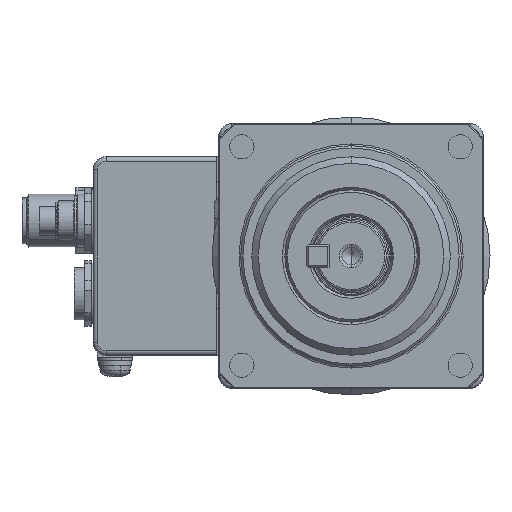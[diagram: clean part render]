
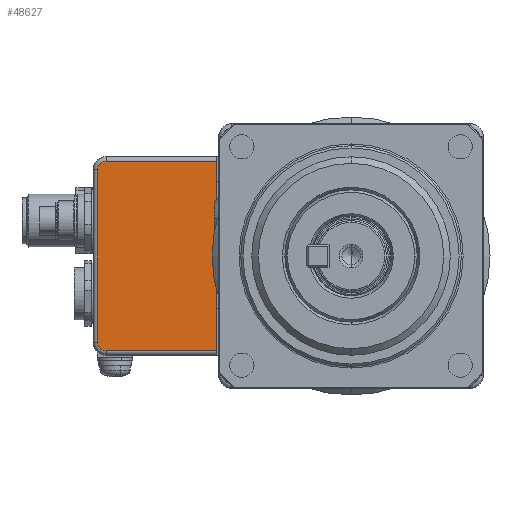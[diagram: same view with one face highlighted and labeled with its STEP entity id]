
A CAD part, left-side view. The second image highlights one B-rep face of the part: STEP entity #48627.
In plain terms, the highlighted planar face has unit normal (-1, 0, 0).
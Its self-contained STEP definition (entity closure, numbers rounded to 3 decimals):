
#299 = FACE_OUTER_BOUND ( 'NONE', #62457, .T. ) ;
#656 = CARTESIAN_POINT ( 'NONE',  ( -47., 85.5, -51.5 ) ) ;
#1465 = ORIENTED_EDGE ( 'NONE', *, *, #63973, .T. ) ;
#1538 = DIRECTION ( 'NONE',  ( 0., 0., -1. ) ) ;
#2133 = VERTEX_POINT ( 'NONE', #656 ) ;
#3111 = ORIENTED_EDGE ( 'NONE', *, *, #45480, .T. ) ;
#6363 = AXIS2_PLACEMENT_3D ( 'NONE', #122893, #123783, #8552 ) ;
#8552 = DIRECTION ( 'NONE',  ( 0., 0., -1. ) ) ;
#14061 = DIRECTION ( 'NONE',  ( 0., -1., 0. ) ) ;
#15382 = CARTESIAN_POINT ( 'NONE',  ( -47., 0., -51.5 ) ) ;
#19530 = VECTOR ( 'NONE', #117786, 1000. ) ;
#21126 = LINE ( 'NONE', #96854, #19530 ) ;
#21680 = VERTEX_POINT ( 'NONE', #131705 ) ;
#30047 = VECTOR ( 'NONE', #108304, 1000. ) ;
#31677 = ORIENTED_EDGE ( 'NONE', *, *, #130007, .F. ) ;
#33961 = CIRCLE ( 'NONE', #37225, 2. ) ;
#36203 = CARTESIAN_POINT ( 'NONE',  ( -47., 60.5, 0. ) ) ;
#36318 = CARTESIAN_POINT ( 'NONE',  ( -47., 60.5, -8.5 ) ) ;
#37184 = DIRECTION ( 'NONE',  ( -1., 0., 0. ) ) ;
#37225 = AXIS2_PLACEMENT_3D ( 'NONE', #126835, #65287, #1538 ) ;
#39526 = EDGE_CURVE ( 'NONE', #134743, #2133, #129393, .T. ) ;
#45480 = EDGE_CURVE ( 'NONE', #2133, #21680, #62702, .T. ) ;
#48627 = ADVANCED_FACE ( 'NONE', ( #299 ), #92398, .F. ) ;
#51729 = ORIENTED_EDGE ( 'NONE', *, *, #109615, .T. ) ;
#62457 = EDGE_LOOP ( 'NONE', ( #31677, #1465, #121797, #51729, #114392, #3111 ) ) ;
#62702 = LINE ( 'NONE', #15382, #101755 ) ;
#63973 = EDGE_CURVE ( 'NONE', #88767, #67143, #116492, .T. ) ;
#65287 = DIRECTION ( 'NONE',  ( -1., 0., 0. ) ) ;
#67143 = VERTEX_POINT ( 'NONE', #91588 ) ;
#73825 = CARTESIAN_POINT ( 'NONE',  ( -47., 87.5, -10.5 ) ) ;
#76437 = CARTESIAN_POINT ( 'NONE',  ( -47., 85.5, -8.5 ) ) ;
#79573 = AXIS2_PLACEMENT_3D ( 'NONE', #120092, #37184, #120973 ) ;
#80934 = EDGE_CURVE ( 'NONE', #67143, #120481, #33961, .T. ) ;
#88767 = VERTEX_POINT ( 'NONE', #36318 ) ;
#91588 = CARTESIAN_POINT ( 'NONE',  ( -47., 85.5, -8.5 ) ) ;
#92398 = PLANE ( 'NONE',  #6363 ) ;
#96426 = LINE ( 'NONE', #36203, #102719 ) ;
#96854 = CARTESIAN_POINT ( 'NONE',  ( -47., 87.5, 0. ) ) ;
#101755 = VECTOR ( 'NONE', #14061, 1000. ) ;
#102719 = VECTOR ( 'NONE', #120442, 1000. ) ;
#108304 = DIRECTION ( 'NONE',  ( 0., 1., 0. ) ) ;
#109615 = EDGE_CURVE ( 'NONE', #120481, #134743, #21126, .T. ) ;
#114392 = ORIENTED_EDGE ( 'NONE', *, *, #39526, .T. ) ;
#116492 = LINE ( 'NONE', #76437, #30047 ) ;
#117786 = DIRECTION ( 'NONE',  ( 0., 0., -1. ) ) ;
#120092 = CARTESIAN_POINT ( 'NONE',  ( -47., 85.5, -49.5 ) ) ;
#120442 = DIRECTION ( 'NONE',  ( 0., 0., -1. ) ) ;
#120481 = VERTEX_POINT ( 'NONE', #73825 ) ;
#120973 = DIRECTION ( 'NONE',  ( 0., 0., -1. ) ) ;
#121797 = ORIENTED_EDGE ( 'NONE', *, *, #80934, .T. ) ;
#122893 = CARTESIAN_POINT ( 'NONE',  ( -47., 0., 0. ) ) ;
#123783 = DIRECTION ( 'NONE',  ( 1., 0., 0. ) ) ;
#126835 = CARTESIAN_POINT ( 'NONE',  ( -47., 85.5, -10.5 ) ) ;
#129393 = CIRCLE ( 'NONE', #79573, 2. ) ;
#130007 = EDGE_CURVE ( 'NONE', #88767, #21680, #96426, .T. ) ;
#130252 = CARTESIAN_POINT ( 'NONE',  ( -47., 87.5, -49.5 ) ) ;
#131705 = CARTESIAN_POINT ( 'NONE',  ( -47., 60.5, -51.5 ) ) ;
#134743 = VERTEX_POINT ( 'NONE', #130252 ) ;
